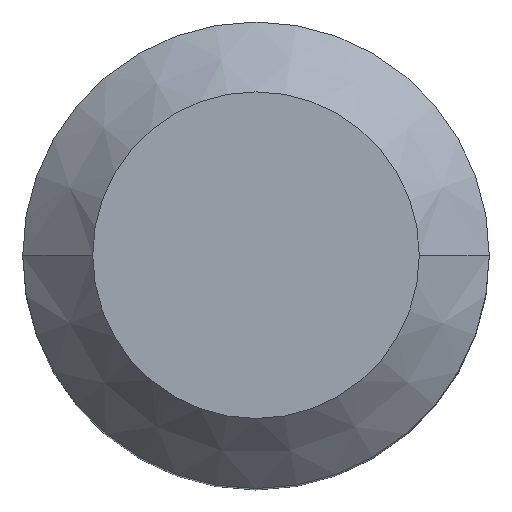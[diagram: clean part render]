
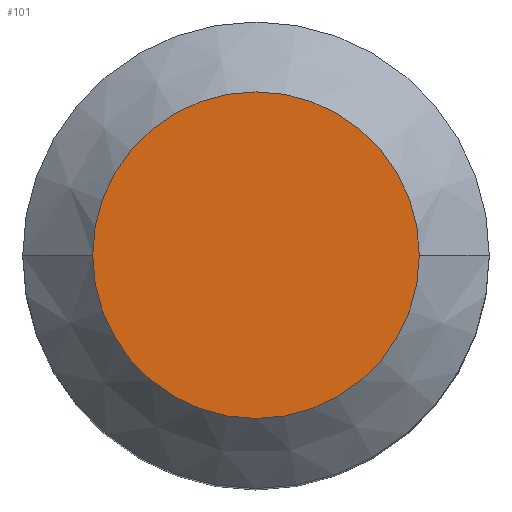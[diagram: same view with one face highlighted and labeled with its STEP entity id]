
A CAD part, top view. The second image highlights one B-rep face of the part: STEP entity #101.
In plain terms, the highlighted planar face has unit normal (0, 0, 1).
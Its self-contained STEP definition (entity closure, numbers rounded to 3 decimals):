
#101=ADVANCED_FACE('',(#238),#239,.T.);
#121=VERTEX_POINT('',#261);
#125=VERTEX_POINT('',#265);
#127=EDGE_CURVE('',#125,#121,#267,.T.);
#173=EDGE_CURVE('',#121,#125,#313,.T.);
#238=FACE_OUTER_BOUND('',#372,.T.);
#239=PLANE('',#373);
#261=CARTESIAN_POINT('',(0.875,0.0,5.4));
#265=CARTESIAN_POINT('',(-0.875,0.,5.4));
#267=CIRCLE('',#410,0.875);
#313=CIRCLE('',#479,0.875);
#372=EDGE_LOOP('',(#578,#579));
#373=AXIS2_PLACEMENT_3D('',#580,#581,#582);
#410=AXIS2_PLACEMENT_3D('',#600,#601,#602);
#479=AXIS2_PLACEMENT_3D('',#634,#635,#636);
#578=ORIENTED_EDGE('',*,*,#173,.T.);
#579=ORIENTED_EDGE('',*,*,#127,.T.);
#580=CARTESIAN_POINT('',(0.0,0.0,5.4));
#581=DIRECTION('',(0.0,0.0,1.0));
#582=DIRECTION('',(1.0,-0.0,0.0));
#600=CARTESIAN_POINT('',(0.0,0.0,5.4));
#601=DIRECTION('',(0.0,0.0,1.0));
#602=DIRECTION('',(1.0,0.0,0.0));
#634=CARTESIAN_POINT('',(0.0,0.0,5.4));
#635=DIRECTION('',(0.0,0.0,1.0));
#636=DIRECTION('',(1.0,0.0,0.0));
